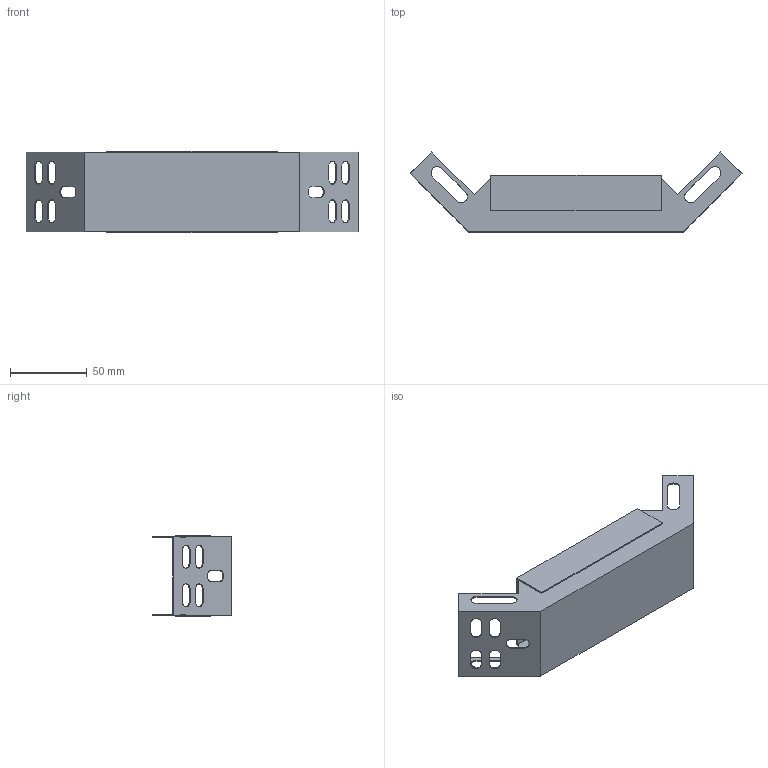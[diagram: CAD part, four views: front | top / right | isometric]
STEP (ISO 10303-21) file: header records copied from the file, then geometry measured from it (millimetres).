
FILE_DESCRIPTION (( 'STEP AP203' ), '1' );
FILE_NAME ('CLP1V-035-050-1 Ïîâîðîò íà 90 ãð. âåðòèêàëüíûé âíóòðåííèé 35õ50 ìì..STEP', '2016-03-04T09:19:42', ( '' ), ( '' ), 'SwSTEP 2.0', 'SolidWorks 2014', '' );
FILE_SCHEMA (( 'CONFIG_CONTROL_DESIGN' ));
Length unit declared in the file: millimetre
Products named in the file (1): CLP1V-035-050-1 Ïîâîðîò íà 90 ãð. âåðòèêàëüíûé âíóòðåííèé 35õ50 ìì.
Bounding box: 216.07 x 51.99 x 53.2 mm (x, y, z)
Volume: 27415.9 mm3; surface area: 69894.9 mm2
Topology: 2 solids, 2 shells, 88 faces, 252 edges, 168 vertices
Faces by surface type: plane 60, cylinder 28
Entity records: 3003 total; most frequent: CARTESIAN_POINT 509, ORIENTED_EDGE 504, DIRECTION 486, EDGE_CURVE 252, VECTOR 196, LINE 196, VERTEX_POINT 168, AXIS2_PLACEMENT_3D 145
